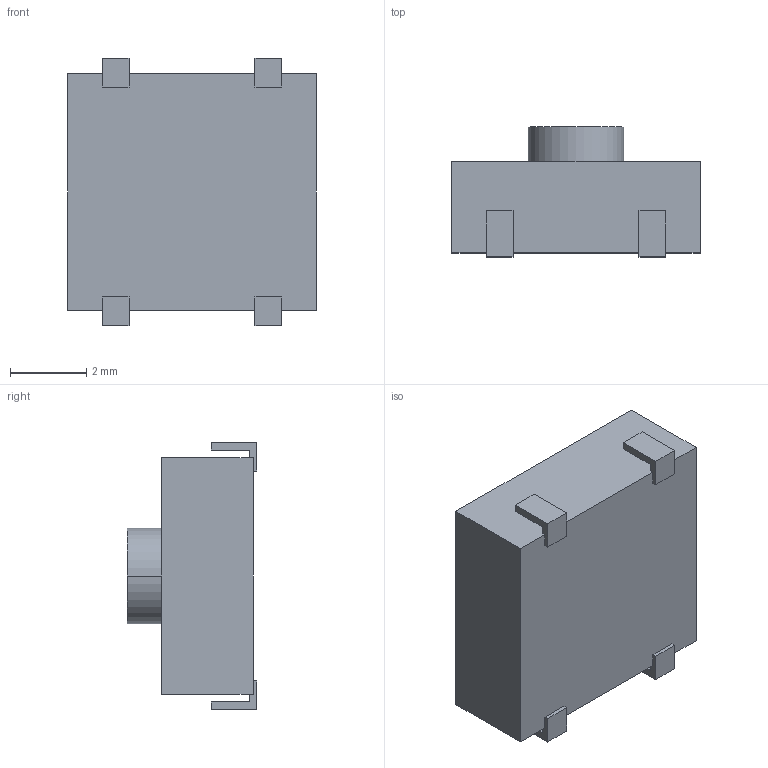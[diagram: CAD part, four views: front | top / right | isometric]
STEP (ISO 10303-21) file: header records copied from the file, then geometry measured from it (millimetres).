
FILE_DESCRIPTION(('STEP AP214'),'1');
FILE_NAME('b3sl-1002p.stp','2017-04-11T06:00:45',('TraceParts'),('TraceParts S.A.'),'Spatial InterOp 3D',' ',' ');
FILE_SCHEMA(('automotive_design'));
Length unit declared in the file: millimetre
Products named in the file (1): b3sl-1002p
Bounding box: 6.5 x 3.4 x 7 mm (x, y, z)
Volume: 102 mm3; surface area: 159.5 mm2
Topology: 1 solids, 1 shells, 41 faces, 114 edges, 76 vertices
Faces by surface type: plane 39, cylinder 2
Entity records: 1636 total; most frequent: CARTESIAN_POINT 232, ORIENTED_EDGE 228, DIRECTION 202, EDGE_CURVE 114, LINE 110, VECTOR 110, VERTEX_POINT 76, AXIS2_PLACEMENT_3D 46
